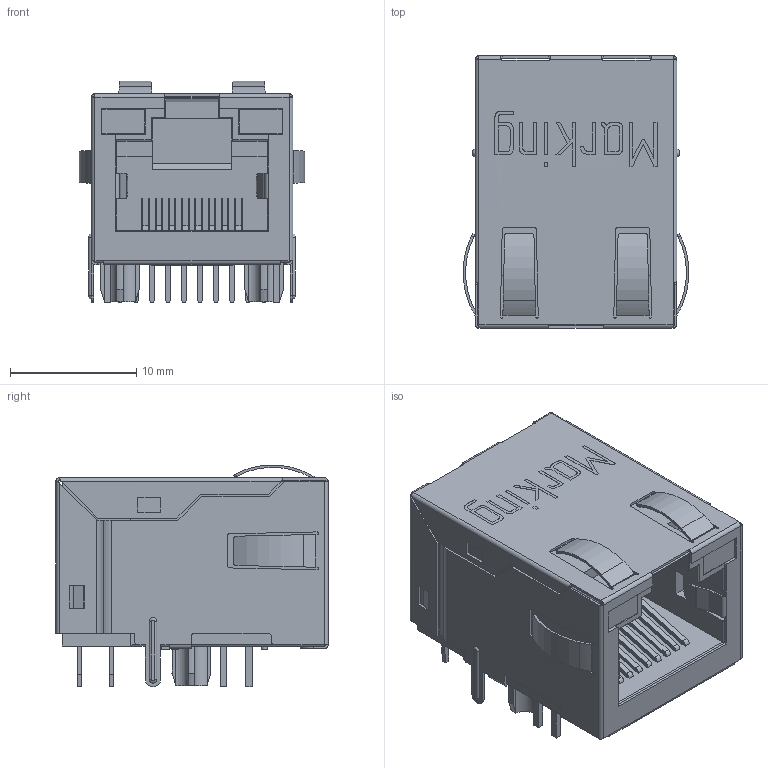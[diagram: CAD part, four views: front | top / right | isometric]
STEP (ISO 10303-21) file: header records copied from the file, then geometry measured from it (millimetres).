
FILE_DESCRIPTION(/* description */ ('Unknown'),/* implementation_level */ '2;1');
FILE_NAME(/* name */ 'T_Wurth_WE-RJ45LAN_7499111447',/* time_stamp */ '2025-08-21T15:17:23+08:00',/* author */ ('Unknown'),/* organization */ ('Unknown'),/* preprocessor_version */ 'ST-DEVELOPER v19.4',/* originating_system */ 'Solid Edge',/* authorisation */ 'Unknown');
FILE_SCHEMA (('AUTOMOTIVE_DESIGN {1 0 10303 214 3 1 1}'));
Length unit declared in the file: millimetre
Products named in the file (2): T_Wurth_WE-RJ45LAN_7499111447
Assembly tree (1 placements, depth 2):
  T_Wurth_WE-RJ45LAN_7499111447
    T_Wurth_WE-RJ45LAN_7499111447
Bounding box: 17.91 x 21.6 x 17.61 mm (x, y, z)
Volume: 3356.8 mm3; surface area: 3666.6 mm2
Topology: 1 solids, 1 shells, 800 faces, 2161 edges, 1387 vertices
Faces by surface type: plane 566, cylinder 198, bspline 16, torus 8, cone 8, sphere 4
Entity records: 30961 total; most frequent: CARTESIAN_POINT 5319, ORIENTED_EDGE 4314, DIRECTION 3919, EDGE_CURVE 2157, LINE 1555, VECTOR 1555, VERTEX_POINT 1387, AXIS2_PLACEMENT_3D 1182
